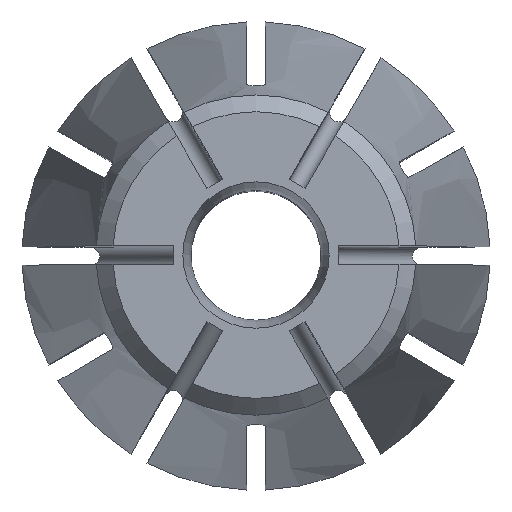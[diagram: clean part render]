
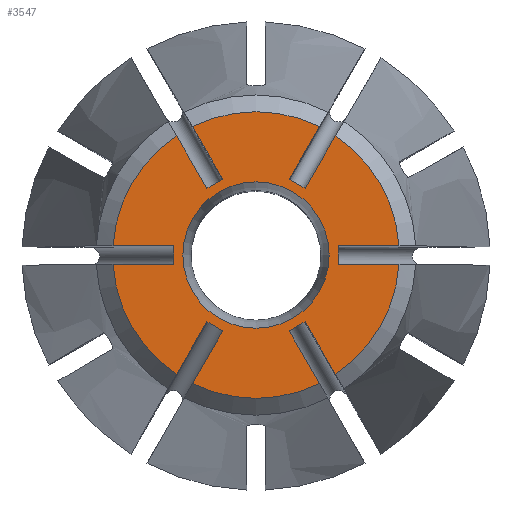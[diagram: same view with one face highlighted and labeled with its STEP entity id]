
A CAD part, top view. The second image highlights one B-rep face of the part: STEP entity #3547.
In plain terms, the highlighted planar face has unit normal (0, 0, 1).
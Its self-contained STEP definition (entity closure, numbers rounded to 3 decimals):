
#215=LINE('',#6278,#413);
#216=LINE('',#6280,#414);
#217=LINE('',#6282,#415);
#218=LINE('',#6283,#416);
#219=LINE('',#6285,#417);
#220=LINE('',#6287,#418);
#221=LINE('',#6291,#419);
#222=LINE('',#6293,#420);
#223=LINE('',#6295,#421);
#224=LINE('',#6296,#422);
#225=LINE('',#6298,#423);
#226=LINE('',#6300,#424);
#227=LINE('',#6301,#425);
#228=LINE('',#6303,#426);
#229=LINE('',#6305,#427);
#230=LINE('',#6306,#428);
#231=LINE('',#6308,#429);
#232=LINE('',#6310,#430);
#413=VECTOR('',#4612,1000.);
#414=VECTOR('',#4613,1000.);
#415=VECTOR('',#4614,1000.);
#416=VECTOR('',#4615,1000.);
#417=VECTOR('',#4616,1000.);
#418=VECTOR('',#4617,1000.);
#419=VECTOR('',#4620,1000.);
#420=VECTOR('',#4621,1000.);
#421=VECTOR('',#4622,1000.);
#422=VECTOR('',#4623,1000.);
#423=VECTOR('',#4624,1000.);
#424=VECTOR('',#4625,1000.);
#425=VECTOR('',#4626,1000.);
#426=VECTOR('',#4627,1000.);
#427=VECTOR('',#4628,1000.);
#428=VECTOR('',#4629,1000.);
#429=VECTOR('',#4630,1000.);
#430=VECTOR('',#4631,1000.);
#539=PLANE('',#3885);
#585=CIRCLE('',#3643,3.5);
#609=CIRCLE('',#3689,3.5);
#633=CIRCLE('',#3735,3.5);
#657=CIRCLE('',#3781,3.5);
#688=CIRCLE('',#3841,3.5);
#711=CIRCLE('',#3886,1.788);
#712=CIRCLE('',#3887,3.5);
#1261=ORIENTED_EDGE('',*,*,#2263,.F.);
#1262=ORIENTED_EDGE('',*,*,#1960,.T.);
#1263=ORIENTED_EDGE('',*,*,#2264,.T.);
#1264=ORIENTED_EDGE('',*,*,#2265,.T.);
#1265=ORIENTED_EDGE('',*,*,#2266,.F.);
#1266=ORIENTED_EDGE('',*,*,#1890,.T.);
#1267=ORIENTED_EDGE('',*,*,#2267,.T.);
#1268=ORIENTED_EDGE('',*,*,#2268,.T.);
#1269=ORIENTED_EDGE('',*,*,#2269,.F.);
#1270=ORIENTED_EDGE('',*,*,#2270,.T.);
#1271=ORIENTED_EDGE('',*,*,#2271,.T.);
#1272=ORIENTED_EDGE('',*,*,#2272,.T.);
#1273=ORIENTED_EDGE('',*,*,#2273,.F.);
#1274=ORIENTED_EDGE('',*,*,#2194,.T.);
#1275=ORIENTED_EDGE('',*,*,#2274,.T.);
#1276=ORIENTED_EDGE('',*,*,#2275,.T.);
#1277=ORIENTED_EDGE('',*,*,#2276,.F.);
#1278=ORIENTED_EDGE('',*,*,#2102,.T.);
#1279=ORIENTED_EDGE('',*,*,#2277,.T.);
#1280=ORIENTED_EDGE('',*,*,#2278,.T.);
#1281=ORIENTED_EDGE('',*,*,#2279,.F.);
#1282=ORIENTED_EDGE('',*,*,#2031,.T.);
#1283=ORIENTED_EDGE('',*,*,#2280,.T.);
#1284=ORIENTED_EDGE('',*,*,#2281,.T.);
#1285=ORIENTED_EDGE('',*,*,#2282,.F.);
#1890=EDGE_CURVE('',#2441,#2442,#585,.T.);
#1960=EDGE_CURVE('',#2492,#2491,#609,.T.);
#2031=EDGE_CURVE('',#2542,#2541,#633,.T.);
#2102=EDGE_CURVE('',#2592,#2591,#657,.T.);
#2194=EDGE_CURVE('',#2656,#2655,#688,.T.);
#2263=EDGE_CURVE('',#2703,#2703,#711,.T.);
#2264=EDGE_CURVE('',#2491,#2704,#215,.T.);
#2265=EDGE_CURVE('',#2704,#2705,#216,.T.);
#2266=EDGE_CURVE('',#2441,#2705,#217,.T.);
#2267=EDGE_CURVE('',#2442,#2706,#218,.T.);
#2268=EDGE_CURVE('',#2706,#2707,#219,.T.);
#2269=EDGE_CURVE('',#2708,#2707,#220,.T.);
#2270=EDGE_CURVE('',#2708,#2709,#712,.T.);
#2271=EDGE_CURVE('',#2709,#2710,#221,.T.);
#2272=EDGE_CURVE('',#2710,#2711,#222,.T.);
#2273=EDGE_CURVE('',#2656,#2711,#223,.T.);
#2274=EDGE_CURVE('',#2655,#2712,#224,.T.);
#2275=EDGE_CURVE('',#2712,#2713,#225,.T.);
#2276=EDGE_CURVE('',#2592,#2713,#226,.T.);
#2277=EDGE_CURVE('',#2591,#2714,#227,.T.);
#2278=EDGE_CURVE('',#2714,#2715,#228,.T.);
#2279=EDGE_CURVE('',#2542,#2715,#229,.T.);
#2280=EDGE_CURVE('',#2541,#2716,#230,.T.);
#2281=EDGE_CURVE('',#2716,#2717,#231,.T.);
#2282=EDGE_CURVE('',#2492,#2717,#232,.T.);
#2441=VERTEX_POINT('',#5028);
#2442=VERTEX_POINT('',#5033);
#2491=VERTEX_POINT('',#5267);
#2492=VERTEX_POINT('',#5269);
#2541=VERTEX_POINT('',#5506);
#2542=VERTEX_POINT('',#5508);
#2591=VERTEX_POINT('',#5745);
#2592=VERTEX_POINT('',#5747);
#2655=VERTEX_POINT('',#6044);
#2656=VERTEX_POINT('',#6046);
#2703=VERTEX_POINT('',#6277);
#2704=VERTEX_POINT('',#6279);
#2705=VERTEX_POINT('',#6281);
#2706=VERTEX_POINT('',#6284);
#2707=VERTEX_POINT('',#6286);
#2708=VERTEX_POINT('',#6288);
#2709=VERTEX_POINT('',#6290);
#2710=VERTEX_POINT('',#6292);
#2711=VERTEX_POINT('',#6294);
#2712=VERTEX_POINT('',#6297);
#2713=VERTEX_POINT('',#6299);
#2714=VERTEX_POINT('',#6302);
#2715=VERTEX_POINT('',#6304);
#2716=VERTEX_POINT('',#6307);
#2717=VERTEX_POINT('',#6309);
#3107=EDGE_LOOP('',(#1261));
#3108=EDGE_LOOP('',(#1262,#1263,#1264,#1265,#1266,#1267,#1268,#1269,#1270,
#1271,#1272,#1273,#1274,#1275,#1276,#1277,#1278,#1279,#1280,#1281,#1282,
#1283,#1284,#1285));
#3303=FACE_BOUND('',#3107,.T.);
#3304=FACE_BOUND('',#3108,.T.);
#3547=ADVANCED_FACE('',(#3303,#3304),#539,.F.);
#3643=AXIS2_PLACEMENT_3D('',#5034,#4036,#4037);
#3689=AXIS2_PLACEMENT_3D('',#5268,#4144,#4145);
#3735=AXIS2_PLACEMENT_3D('',#5507,#4252,#4253);
#3781=AXIS2_PLACEMENT_3D('',#5746,#4360,#4361);
#3841=AXIS2_PLACEMENT_3D('',#6045,#4504,#4505);
#3885=AXIS2_PLACEMENT_3D('',#6275,#4608,#4609);
#3886=AXIS2_PLACEMENT_3D('',#6276,#4610,#4611);
#3887=AXIS2_PLACEMENT_3D('',#6289,#4618,#4619);
#4036=DIRECTION('',(0.,0.,1.));
#4037=DIRECTION('',(1.,0.,0.));
#4144=DIRECTION('',(0.,0.,1.));
#4145=DIRECTION('',(1.,0.,0.));
#4252=DIRECTION('',(0.,0.,1.));
#4253=DIRECTION('',(1.,0.,0.));
#4360=DIRECTION('',(0.,0.,1.));
#4361=DIRECTION('',(1.,0.,0.));
#4504=DIRECTION('',(0.,0.,1.));
#4505=DIRECTION('',(1.,0.,0.));
#4608=DIRECTION('',(0.,0.,-1.));
#4609=DIRECTION('',(-1.,0.,0.));
#4610=DIRECTION('',(0.,0.,1.));
#4611=DIRECTION('',(1.,0.,0.));
#4612=DIRECTION('',(-0.5,0.866,0.));
#4613=DIRECTION('',(0.866,0.5,0.));
#4614=DIRECTION('',(-0.5,0.866,0.));
#4615=DIRECTION('',(-1.,0.,0.));
#4616=DIRECTION('',(0.,1.,0.));
#4617=DIRECTION('',(-1.,0.,0.));
#4618=DIRECTION('',(0.,0.,1.));
#4619=DIRECTION('',(1.,0.,0.));
#4620=DIRECTION('',(-0.5,-0.866,0.));
#4621=DIRECTION('',(-0.866,0.5,0.));
#4622=DIRECTION('',(-0.5,-0.866,0.));
#4623=DIRECTION('',(0.5,-0.866,0.));
#4624=DIRECTION('',(-0.866,-0.5,0.));
#4625=DIRECTION('',(0.5,-0.866,0.));
#4626=DIRECTION('',(1.,0.,0.));
#4627=DIRECTION('',(0.,-1.,0.));
#4628=DIRECTION('',(1.,0.,0.));
#4629=DIRECTION('',(0.5,0.866,0.));
#4630=DIRECTION('',(0.866,-0.5,0.));
#4631=DIRECTION('',(0.5,0.866,0.));
#5028=CARTESIAN_POINT('',(1.941,-2.912,13.5));
#5033=CARTESIAN_POINT('',(3.493,-0.225,13.5));
#5034=CARTESIAN_POINT('',(0.,0.,13.5));
#5267=CARTESIAN_POINT('',(1.552,-3.137,13.5));
#5268=CARTESIAN_POINT('',(0.,0.,13.5));
#5269=CARTESIAN_POINT('',(-1.552,-3.137,13.5));
#5506=CARTESIAN_POINT('',(-1.941,-2.912,13.5));
#5507=CARTESIAN_POINT('',(0.,0.,13.5));
#5508=CARTESIAN_POINT('',(-3.493,-0.225,13.5));
#5745=CARTESIAN_POINT('',(-3.493,0.225,13.5));
#5746=CARTESIAN_POINT('',(0.,0.,13.5));
#5747=CARTESIAN_POINT('',(-1.941,2.912,13.5));
#6044=CARTESIAN_POINT('',(-1.552,3.137,13.5));
#6045=CARTESIAN_POINT('',(0.,0.,13.5));
#6046=CARTESIAN_POINT('',(1.552,3.137,13.5));
#6275=CARTESIAN_POINT('',(3.5,0.,13.5));
#6276=CARTESIAN_POINT('',(0.,0.,13.5));
#6277=CARTESIAN_POINT('',(1.788,0.,13.5));
#6278=CARTESIAN_POINT('',(0.68,-1.628,13.5));
#6279=CARTESIAN_POINT('',(0.81,-1.853,13.5));
#6280=CARTESIAN_POINT('',(0.81,-1.853,13.5));
#6281=CARTESIAN_POINT('',(1.2,-1.628,13.5));
#6282=CARTESIAN_POINT('',(1.07,-1.403,13.5));
#6283=CARTESIAN_POINT('',(3.5,-0.225,13.5));
#6284=CARTESIAN_POINT('',(2.01,-0.225,13.5));
#6285=CARTESIAN_POINT('',(2.01,-0.225,13.5));
#6286=CARTESIAN_POINT('',(2.01,0.225,13.5));
#6287=CARTESIAN_POINT('',(3.5,0.225,13.5));
#6288=CARTESIAN_POINT('',(3.493,0.225,13.5));
#6289=CARTESIAN_POINT('',(0.,0.,13.5));
#6290=CARTESIAN_POINT('',(1.941,2.912,13.5));
#6291=CARTESIAN_POINT('',(1.07,1.403,13.5));
#6292=CARTESIAN_POINT('',(1.2,1.628,13.5));
#6293=CARTESIAN_POINT('',(1.2,1.628,13.5));
#6294=CARTESIAN_POINT('',(0.81,1.853,13.5));
#6295=CARTESIAN_POINT('',(0.68,1.628,13.5));
#6296=CARTESIAN_POINT('',(1.07,-1.403,13.5));
#6297=CARTESIAN_POINT('',(-0.81,1.853,13.5));
#6298=CARTESIAN_POINT('',(-0.81,1.853,13.5));
#6299=CARTESIAN_POINT('',(-1.2,1.628,13.5));
#6300=CARTESIAN_POINT('',(0.68,-1.628,13.5));
#6301=CARTESIAN_POINT('',(3.5,0.225,13.5));
#6302=CARTESIAN_POINT('',(-2.01,0.225,13.5));
#6303=CARTESIAN_POINT('',(-2.01,0.225,13.5));
#6304=CARTESIAN_POINT('',(-2.01,-0.225,13.5));
#6305=CARTESIAN_POINT('',(3.5,-0.225,13.5));
#6306=CARTESIAN_POINT('',(0.68,1.628,13.5));
#6307=CARTESIAN_POINT('',(-1.2,-1.628,13.5));
#6308=CARTESIAN_POINT('',(-1.2,-1.628,13.5));
#6309=CARTESIAN_POINT('',(-0.81,-1.853,13.5));
#6310=CARTESIAN_POINT('',(1.07,1.403,13.5));
